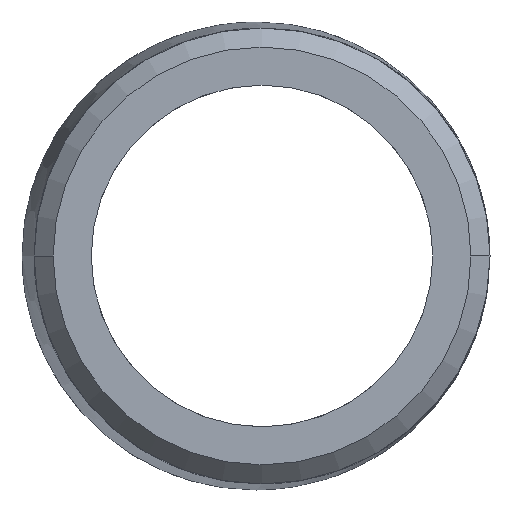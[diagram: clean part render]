
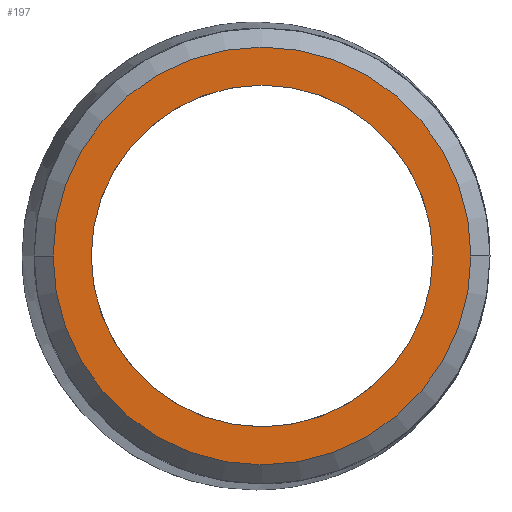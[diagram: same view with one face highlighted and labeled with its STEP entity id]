
A CAD part, left-side view. The second image highlights one B-rep face of the part: STEP entity #197.
In plain terms, the highlighted planar face has unit normal (-1, 0, 0).
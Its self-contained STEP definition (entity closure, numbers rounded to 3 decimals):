
#133 = EDGE_CURVE( '', #305, #227, #348, .T. );
#175 = VERTEX_POINT( '', #391 );
#197 = ADVANCED_FACE( '', ( #415, #416 ), #417, .F. );
#217 = EDGE_CURVE( '', #175, #221, #439, .T. );
#221 = VERTEX_POINT( '', #444 );
#227 = VERTEX_POINT( '', #451 );
#293 = EDGE_CURVE( '', #227, #305, #526, .T. );
#295 = EDGE_CURVE( '', #221, #175, #528, .T. );
#305 = VERTEX_POINT( '', #538 );
#348 = CIRCLE( '', #593, 62.5 );
#391 = CARTESIAN_POINT( '', ( 0., -1.8, 51.1 ) );
#415 = FACE_OUTER_BOUND( '', #751, .T. );
#416 = FACE_BOUND( '', #752, .T. );
#417 = PLANE( '', #753 );
#439 = CIRCLE( '', #820, 51.1 );
#444 = CARTESIAN_POINT( '', ( 0., -1.8, -51.1 ) );
#451 = CARTESIAN_POINT( '', ( 0., -1.8, -62.5 ) );
#526 = CIRCLE( '', #2034, 62.5 );
#528 = CIRCLE( '', #2037, 51.1 );
#538 = CARTESIAN_POINT( '', ( 0., -1.8, 62.5 ) );
#593 = AXIS2_PLACEMENT_3D( '', #2133, #2134, #2135 );
#751 = EDGE_LOOP( '', ( #2178, #2179 ) );
#752 = EDGE_LOOP( '', ( #2180, #2181 ) );
#753 = AXIS2_PLACEMENT_3D( '', #2182, #2183, #2184 );
#820 = AXIS2_PLACEMENT_3D( '', #2205, #2206, #2207 );
#2034 = AXIS2_PLACEMENT_3D( '', #2314, #2315, #2316 );
#2037 = AXIS2_PLACEMENT_3D( '', #2317, #2318, #2319 );
#2133 = CARTESIAN_POINT( '', ( 0., -1.8, 0. ) );
#2134 = DIRECTION( '', ( 1., 0., 0. ) );
#2135 = DIRECTION( '', ( 0., 0., -1. ) );
#2178 = ORIENTED_EDGE( '', *, *, #293, .F. );
#2179 = ORIENTED_EDGE( '', *, *, #133, .F. );
#2180 = ORIENTED_EDGE( '', *, *, #295, .F. );
#2181 = ORIENTED_EDGE( '', *, *, #217, .F. );
#2182 = CARTESIAN_POINT( '', ( 0., 0., 0. ) );
#2183 = DIRECTION( '', ( 1., 0., 0. ) );
#2184 = DIRECTION( '', ( 0., 0., -1. ) );
#2205 = CARTESIAN_POINT( '', ( 0., -1.8, 0. ) );
#2206 = DIRECTION( '', ( -1., 0., 0. ) );
#2207 = DIRECTION( '', ( 0., 0., -1. ) );
#2314 = CARTESIAN_POINT( '', ( 0., -1.8, 0. ) );
#2315 = DIRECTION( '', ( 1., 0., 0. ) );
#2316 = DIRECTION( '', ( 0., 0., -1. ) );
#2317 = CARTESIAN_POINT( '', ( 0., -1.8, 0. ) );
#2318 = DIRECTION( '', ( -1., 0., 0. ) );
#2319 = DIRECTION( '', ( 0., 0., -1. ) );
